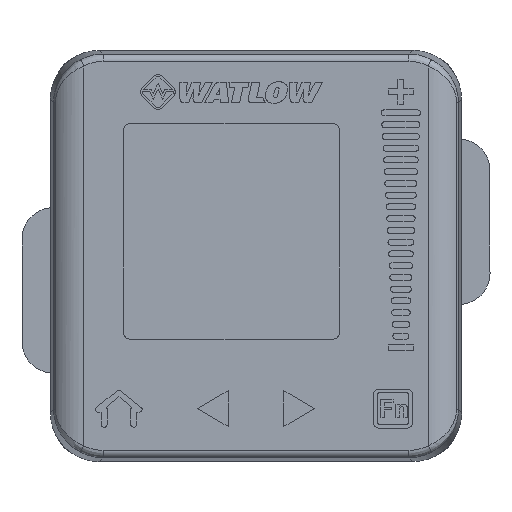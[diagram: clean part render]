
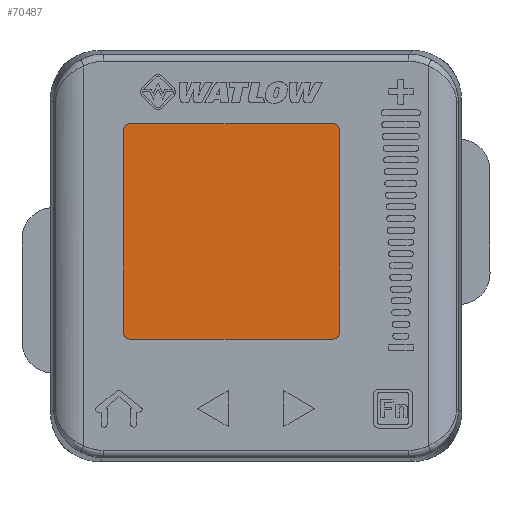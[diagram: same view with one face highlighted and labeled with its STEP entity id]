
A CAD part, top view. The second image highlights one B-rep face of the part: STEP entity #70487.
In plain terms, the highlighted planar face has unit normal (0, 0, 1).
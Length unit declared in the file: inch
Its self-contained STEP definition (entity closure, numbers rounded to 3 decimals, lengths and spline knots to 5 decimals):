
#233 = CARTESIAN_POINT ( 'NONE',  ( 0.425, -0.395, 0. ) ) ;
#943 = VERTEX_POINT ( 'NONE', #67226 ) ;
#1152 = DIRECTION ( 'NONE',  ( 0., -1., 0. ) ) ;
#1174 = CARTESIAN_POINT ( 'NONE',  ( -0.675, 0., 0. ) ) ;
#2055 = EDGE_CURVE ( 'NONE', #25409, #104215, #92847, .T. ) ;
#2090 = EDGE_CURVE ( 'NONE', #13555, #79266, #92607, .T. ) ;
#2401 = CARTESIAN_POINT ( 'NONE',  ( 0.395, -0.425, 0. ) ) ;
#2621 = EDGE_CURVE ( 'NONE', #53238, #943, #64243, .T. ) ;
#13419 = VECTOR ( 'NONE', #58243, 39.37008 ) ;
#13555 = VERTEX_POINT ( 'NONE', #2401 ) ;
#14454 = DIRECTION ( 'NONE',  ( -1., 0., 0. ) ) ;
#15795 = DIRECTION ( 'NONE',  ( -1., 0., 0. ) ) ;
#20679 = AXIS2_PLACEMENT_3D ( 'NONE', #57312, #91592, #14454 ) ;
#22488 = DIRECTION ( 'NONE',  ( -1., 0., 0. ) ) ;
#22674 = DIRECTION ( 'NONE',  ( 0., 0., 1. ) ) ;
#22787 = CARTESIAN_POINT ( 'NONE',  ( 0.395, -0.395, 0. ) ) ;
#23763 = DIRECTION ( 'NONE',  ( -1., 0., 0. ) ) ;
#23869 = DIRECTION ( 'NONE',  ( 0., 0., 1. ) ) ;
#23892 = CARTESIAN_POINT ( 'NONE',  ( 0.395, 0.645, 0. ) ) ;
#25330 = VECTOR ( 'NONE', #65297, 39.37008 ) ;
#25409 = VERTEX_POINT ( 'NONE', #62100 ) ;
#32687 = CARTESIAN_POINT ( 'NONE',  ( -0.645, -0.425, 0. ) ) ;
#34576 = AXIS2_PLACEMENT_3D ( 'NONE', #42652, #42631, #42614 ) ;
#36222 = EDGE_CURVE ( 'NONE', #104215, #48558, #58368, .T. ) ;
#36849 = CARTESIAN_POINT ( 'NONE',  ( 0.395, 0.675, 0. ) ) ;
#38032 = EDGE_LOOP ( 'NONE', ( #61091, #62526, #62767, #65467, #67908, #68440, #70241, #70555 ) ) ;
#42144 = CARTESIAN_POINT ( 'NONE',  ( -0.675, 0.645, 0. ) ) ;
#42614 = DIRECTION ( 'NONE',  ( 1., 0., 0. ) ) ;
#42631 = DIRECTION ( 'NONE',  ( 0., 0., 1. ) ) ;
#42652 = CARTESIAN_POINT ( 'NONE',  ( 0., 0., 0. ) ) ;
#42744 = PLANE ( 'NONE',  #34576 ) ;
#42764 = FACE_OUTER_BOUND ( 'NONE', #38032, .T. ) ;
#48456 = EDGE_CURVE ( 'NONE', #79266, #25409, #65617, .T. ) ;
#48558 = VERTEX_POINT ( 'NONE', #61811 ) ;
#48572 = CIRCLE ( 'NONE', #111236, 0.03 ) ;
#53238 = VERTEX_POINT ( 'NONE', #42144 ) ;
#57312 = CARTESIAN_POINT ( 'NONE',  ( -0.645, 0.645, 0. ) ) ;
#58243 = DIRECTION ( 'NONE',  ( -1., 0., 0. ) ) ;
#58263 = CARTESIAN_POINT ( 'NONE',  ( 0., 0.675, 0. ) ) ;
#58368 = LINE ( 'NONE', #58263, #13419 ) ;
#58630 = CARTESIAN_POINT ( 'NONE',  ( -0.645, -0.395, 0. ) ) ;
#60788 = VERTEX_POINT ( 'NONE', #32687 ) ;
#61091 = ORIENTED_EDGE ( 'NONE', *, *, #99482, .T. ) ;
#61811 = CARTESIAN_POINT ( 'NONE',  ( -0.645, 0.675, 0. ) ) ;
#62100 = CARTESIAN_POINT ( 'NONE',  ( 0.425, 0.645, 0. ) ) ;
#62526 = ORIENTED_EDGE ( 'NONE', *, *, #68655, .T. ) ;
#62767 = ORIENTED_EDGE ( 'NONE', *, *, #2090, .T. ) ;
#64243 = LINE ( 'NONE', #1174, #87432 ) ;
#65297 = DIRECTION ( 'NONE',  ( 0., 1., 0. ) ) ;
#65467 = ORIENTED_EDGE ( 'NONE', *, *, #48456, .T. ) ;
#65577 = CARTESIAN_POINT ( 'NONE',  ( 0.425, 0., 0. ) ) ;
#65617 = LINE ( 'NONE', #65577, #25330 ) ;
#67226 = CARTESIAN_POINT ( 'NONE',  ( -0.675, -0.395, 0. ) ) ;
#67908 = ORIENTED_EDGE ( 'NONE', *, *, #2055, .T. ) ;
#68440 = ORIENTED_EDGE ( 'NONE', *, *, #36222, .T. ) ;
#68655 = EDGE_CURVE ( 'NONE', #60788, #13555, #108793, .T. ) ;
#69225 = CIRCLE ( 'NONE', #20679, 0.03 ) ;
#70241 = ORIENTED_EDGE ( 'NONE', *, *, #91609, .T. ) ;
#70487 = ADVANCED_FACE ( 'NONE', ( #42764 ), #42744, .T. ) ;
#70555 = ORIENTED_EDGE ( 'NONE', *, *, #2621, .T. ) ;
#79266 = VERTEX_POINT ( 'NONE', #233 ) ;
#87432 = VECTOR ( 'NONE', #1152, 39.37008 ) ;
#91592 = DIRECTION ( 'NONE',  ( 0., 0., 1. ) ) ;
#91609 = EDGE_CURVE ( 'NONE', #48558, #53238, #69225, .T. ) ;
#92539 = AXIS2_PLACEMENT_3D ( 'NONE', #22787, #22674, #22488 ) ;
#92607 = CIRCLE ( 'NONE', #92539, 0.03 ) ;
#92772 = AXIS2_PLACEMENT_3D ( 'NONE', #23892, #23869, #23763 ) ;
#92847 = CIRCLE ( 'NONE', #92772, 0.03 ) ;
#92911 = DIRECTION ( 'NONE',  ( 0., 0., 1. ) ) ;
#99482 = EDGE_CURVE ( 'NONE', #943, #60788, #48572, .T. ) ;
#101079 = VECTOR ( 'NONE', #108638, 39.37008 ) ;
#104215 = VERTEX_POINT ( 'NONE', #36849 ) ;
#108638 = DIRECTION ( 'NONE',  ( 1., 0., 0. ) ) ;
#108661 = CARTESIAN_POINT ( 'NONE',  ( 0., -0.425, 0. ) ) ;
#108793 = LINE ( 'NONE', #108661, #101079 ) ;
#111236 = AXIS2_PLACEMENT_3D ( 'NONE', #58630, #92911, #15795 ) ;
